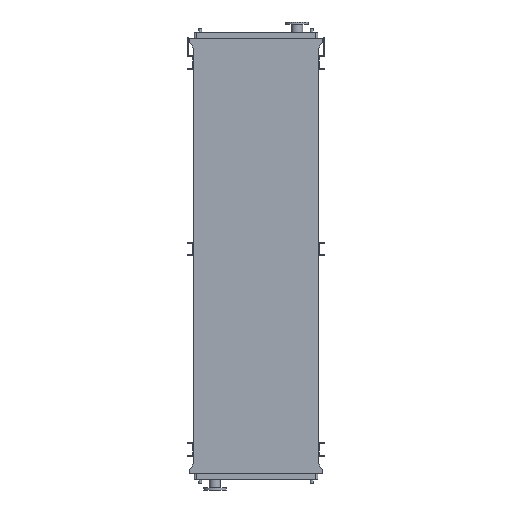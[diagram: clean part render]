
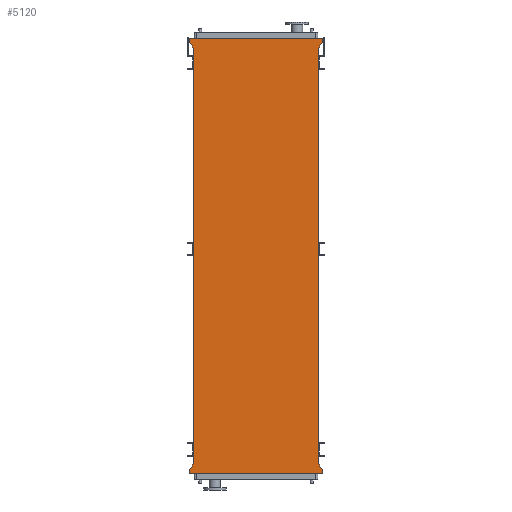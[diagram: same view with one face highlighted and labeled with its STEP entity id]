
A CAD part, front view. The second image highlights one B-rep face of the part: STEP entity #5120.
In plain terms, the highlighted planar face has unit normal (0, -1, 0).
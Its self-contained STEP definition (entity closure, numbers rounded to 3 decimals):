
#127 = VERTEX_POINT ( 'NONE', #4716 ) ;
#695 = VECTOR ( 'NONE', #5475, 1000. ) ;
#927 = CARTESIAN_POINT ( 'NONE',  ( 651., 0., 95. ) ) ;
#1187 = VERTEX_POINT ( 'NONE', #8343 ) ;
#1340 = CARTESIAN_POINT ( 'NONE',  ( 605., 0., 0. ) ) ;
#1361 = CARTESIAN_POINT ( 'NONE',  ( 651., 0., -4103. ) ) ;
#1615 = VERTEX_POINT ( 'NONE', #1361 ) ;
#1812 = VERTEX_POINT ( 'NONE', #3300 ) ;
#2183 = VECTOR ( 'NONE', #3888, 1000. ) ;
#2415 = CARTESIAN_POINT ( 'NONE',  ( -605., 0., 0. ) ) ;
#3219 = DIRECTION ( 'NONE',  ( 0.655, 0., -0.755 ) ) ;
#3300 = CARTESIAN_POINT ( 'NONE',  ( -651., 0., 53. ) ) ;
#3375 = VERTEX_POINT ( 'NONE', #20139 ) ;
#3439 = VECTOR ( 'NONE', #4296, 1000. ) ;
#3451 = CARTESIAN_POINT ( 'NONE',  ( 605., 0., -4050. ) ) ;
#3784 = CARTESIAN_POINT ( 'NONE',  ( 651., 0., -4103. ) ) ;
#3867 = DIRECTION ( 'NONE',  ( -1., 0., 0. ) ) ;
#3888 = DIRECTION ( 'NONE',  ( 0., 0., -1. ) ) ;
#3994 = CARTESIAN_POINT ( 'NONE',  ( 651., 0., -4145. ) ) ;
#4033 = VECTOR ( 'NONE', #4736, 1000. ) ;
#4296 = DIRECTION ( 'NONE',  ( 0., 0., 1. ) ) ;
#4314 = LINE ( 'NONE', #10861, #21133 ) ;
#4384 = CARTESIAN_POINT ( 'NONE',  ( -651., 0., -4145. ) ) ;
#4523 = CARTESIAN_POINT ( 'NONE',  ( -651., 0., -4103. ) ) ;
#4636 = DIRECTION ( 'NONE',  ( 0.655, 0., 0.755 ) ) ;
#4641 = LINE ( 'NONE', #5064, #20923 ) ;
#4716 = CARTESIAN_POINT ( 'NONE',  ( -651., 0., -4145. ) ) ;
#4736 = DIRECTION ( 'NONE',  ( -0.655, 0., 0.755 ) ) ;
#4795 = CARTESIAN_POINT ( 'NONE',  ( -605., 0., 0. ) ) ;
#4811 = DIRECTION ( 'NONE',  ( 0., 0., -1. ) ) ;
#4965 = DIRECTION ( 'NONE',  ( 0., 0., 1. ) ) ;
#5023 = DIRECTION ( 'NONE',  ( -0.655, 0., -0.755 ) ) ;
#5040 = CARTESIAN_POINT ( 'NONE',  ( 651., 0., 95. ) ) ;
#5064 = CARTESIAN_POINT ( 'NONE',  ( -651., 0., 53. ) ) ;
#5120 = ADVANCED_FACE ( 'NONE', ( #17564 ), #14373, .T. ) ;
#5140 = CARTESIAN_POINT ( 'NONE',  ( 651., 0., 53. ) ) ;
#5472 = CARTESIAN_POINT ( 'NONE',  ( 605., 0., -4050. ) ) ;
#5475 = DIRECTION ( 'NONE',  ( 0., 0., 1. ) ) ;
#6103 = AXIS2_PLACEMENT_3D ( 'NONE', #15562, #14561, #14356 ) ;
#6105 = VERTEX_POINT ( 'NONE', #2415 ) ;
#6137 = VERTEX_POINT ( 'NONE', #927 ) ;
#6923 = VERTEX_POINT ( 'NONE', #9881 ) ;
#7040 = EDGE_LOOP ( 'NONE', ( #9145, #9324, #9647, #9667, #9897, #9914, #10372, #10583, #10846, #10866, #11080, #11101 ) ) ;
#8343 = CARTESIAN_POINT ( 'NONE',  ( 651., 0., -4145. ) ) ;
#8847 = LINE ( 'NONE', #4523, #12595 ) ;
#9145 = ORIENTED_EDGE ( 'NONE', *, *, #14739, .T. ) ;
#9324 = ORIENTED_EDGE ( 'NONE', *, *, #14816, .F. ) ;
#9354 = LINE ( 'NONE', #5040, #16970 ) ;
#9647 = ORIENTED_EDGE ( 'NONE', *, *, #14872, .F. ) ;
#9667 = ORIENTED_EDGE ( 'NONE', *, *, #13115, .F. ) ;
#9866 = VECTOR ( 'NONE', #5023, 1000. ) ;
#9881 = CARTESIAN_POINT ( 'NONE',  ( -651., 0., -4103. ) ) ;
#9897 = ORIENTED_EDGE ( 'NONE', *, *, #14897, .F. ) ;
#9914 = ORIENTED_EDGE ( 'NONE', *, *, #14904, .F. ) ;
#10372 = ORIENTED_EDGE ( 'NONE', *, *, #13970, .F. ) ;
#10583 = ORIENTED_EDGE ( 'NONE', *, *, #14938, .F. ) ;
#10603 = VECTOR ( 'NONE', #3219, 1000. ) ;
#10799 = VERTEX_POINT ( 'NONE', #13707 ) ;
#10832 = DIRECTION ( 'NONE',  ( 0., 0., 1. ) ) ;
#10846 = ORIENTED_EDGE ( 'NONE', *, *, #14962, .F. ) ;
#10856 = LINE ( 'NONE', #5472, #695 ) ;
#10861 = CARTESIAN_POINT ( 'NONE',  ( -605., 0., -4050. ) ) ;
#10866 = ORIENTED_EDGE ( 'NONE', *, *, #15036, .F. ) ;
#11080 = ORIENTED_EDGE ( 'NONE', *, *, #15064, .F. ) ;
#11101 = ORIENTED_EDGE ( 'NONE', *, *, #15153, .F. ) ;
#12595 = VECTOR ( 'NONE', #4636, 1000. ) ;
#12829 = VECTOR ( 'NONE', #14431, 1000. ) ;
#13060 = LINE ( 'NONE', #4795, #4033 ) ;
#13115 = EDGE_CURVE ( 'NONE', #16051, #6137, #16755, .T. ) ;
#13369 = CARTESIAN_POINT ( 'NONE',  ( 605., 0., -4050. ) ) ;
#13383 = VERTEX_POINT ( 'NONE', #13369 ) ;
#13512 = LINE ( 'NONE', #4384, #3439 ) ;
#13707 = CARTESIAN_POINT ( 'NONE',  ( 651., 0., 53. ) ) ;
#13948 = LINE ( 'NONE', #5140, #9866 ) ;
#13970 = EDGE_CURVE ( 'NONE', #3375, #6105, #4314, .T. ) ;
#14356 = DIRECTION ( 'NONE',  ( 0., 0., -1. ) ) ;
#14373 = PLANE ( 'NONE',  #6103 ) ;
#14431 = DIRECTION ( 'NONE',  ( 1., 0., 0. ) ) ;
#14561 = DIRECTION ( 'NONE',  ( 0., -1., 0. ) ) ;
#14621 = CARTESIAN_POINT ( 'NONE',  ( -651., 0., 95. ) ) ;
#14645 = LINE ( 'NONE', #3451, #10603 ) ;
#14739 = EDGE_CURVE ( 'NONE', #13383, #17365, #10856, .T. ) ;
#14816 = EDGE_CURVE ( 'NONE', #10799, #17365, #13948, .T. ) ;
#14872 = EDGE_CURVE ( 'NONE', #6137, #10799, #9354, .T. ) ;
#14897 = EDGE_CURVE ( 'NONE', #1812, #16051, #4641, .T. ) ;
#14904 = EDGE_CURVE ( 'NONE', #6105, #1812, #13060, .T. ) ;
#14938 = EDGE_CURVE ( 'NONE', #6923, #3375, #8847, .T. ) ;
#14962 = EDGE_CURVE ( 'NONE', #127, #6923, #13512, .T. ) ;
#15036 = EDGE_CURVE ( 'NONE', #1187, #127, #16508, .T. ) ;
#15064 = EDGE_CURVE ( 'NONE', #1615, #1187, #19536, .T. ) ;
#15153 = EDGE_CURVE ( 'NONE', #13383, #1615, #14645, .T. ) ;
#15555 = VECTOR ( 'NONE', #3867, 1000. ) ;
#15562 = CARTESIAN_POINT ( 'NONE',  ( -605., 0., -4050. ) ) ;
#16051 = VERTEX_POINT ( 'NONE', #17102 ) ;
#16508 = LINE ( 'NONE', #3994, #15555 ) ;
#16755 = LINE ( 'NONE', #14621, #12829 ) ;
#16970 = VECTOR ( 'NONE', #4811, 1000. ) ;
#17102 = CARTESIAN_POINT ( 'NONE',  ( -651., 0., 95. ) ) ;
#17365 = VERTEX_POINT ( 'NONE', #1340 ) ;
#17564 = FACE_OUTER_BOUND ( 'NONE', #7040, .T. ) ;
#19536 = LINE ( 'NONE', #3784, #2183 ) ;
#20139 = CARTESIAN_POINT ( 'NONE',  ( -605., 0., -4050. ) ) ;
#20923 = VECTOR ( 'NONE', #4965, 1000. ) ;
#21133 = VECTOR ( 'NONE', #10832, 1000. ) ;
